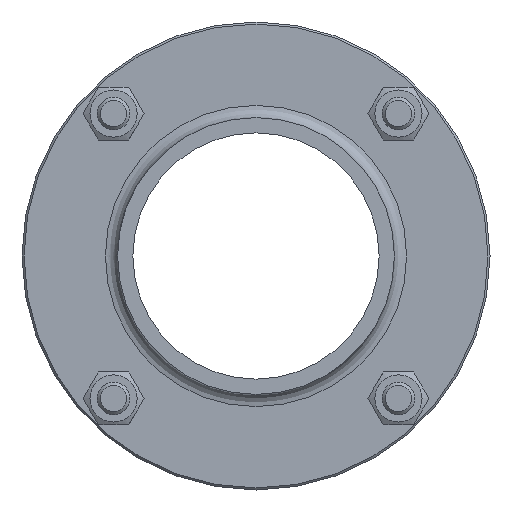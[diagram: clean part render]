
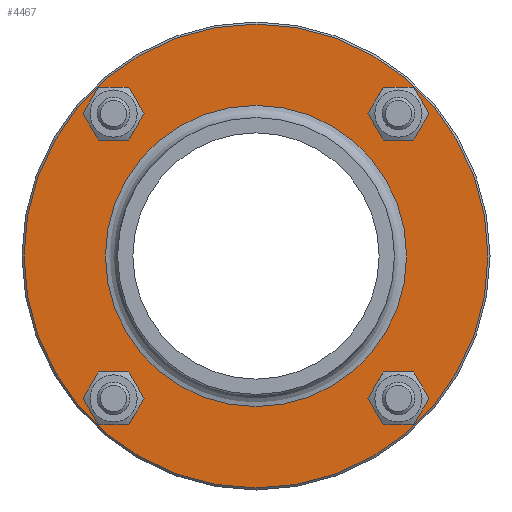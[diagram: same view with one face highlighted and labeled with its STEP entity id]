
A CAD part, left-side view. The second image highlights one B-rep face of the part: STEP entity #4467.
In plain terms, the highlighted planar face has unit normal (-1, 0, 0).
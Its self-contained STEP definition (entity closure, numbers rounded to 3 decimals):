
#330=CARTESIAN_POINT('',(-10.0,29.202,-35.002));
#331=VERTEX_POINT('',#330);
#332=CARTESIAN_POINT('',(-10.,35.002,-35.002));
#333=DIRECTION('',(1.0,0.0,0.0));
#334=DIRECTION('',(0.0,-1.0,0.0));
#335=AXIS2_PLACEMENT_3D('',#332,#333,#334);
#336=CIRCLE('',#335,5.8);
#337=EDGE_CURVE('',#331,#331,#336,.T.);
#738=CARTESIAN_POINT('',(-10.0,29.202,35.002));
#739=VERTEX_POINT('',#738);
#740=CARTESIAN_POINT('',(-10.,35.002,35.002));
#741=DIRECTION('',(1.0,0.0,0.0));
#742=DIRECTION('',(0.0,-1.0,0.0));
#743=AXIS2_PLACEMENT_3D('',#740,#741,#742);
#744=CIRCLE('',#743,5.8);
#745=EDGE_CURVE('',#739,#739,#744,.T.);
#1146=CARTESIAN_POINT('',(-10.0,-40.802,-35.002));
#1147=VERTEX_POINT('',#1146);
#1148=CARTESIAN_POINT('',(-10.,-35.002,-35.002));
#1149=DIRECTION('',(1.0,0.0,0.0));
#1150=DIRECTION('',(0.0,-1.0,0.0));
#1151=AXIS2_PLACEMENT_3D('',#1148,#1149,#1150);
#1152=CIRCLE('',#1151,5.8);
#1153=EDGE_CURVE('',#1147,#1147,#1152,.T.);
#1554=CARTESIAN_POINT('',(-10.0,-40.802,35.002));
#1555=VERTEX_POINT('',#1554);
#1556=CARTESIAN_POINT('',(-10.,-35.002,35.002));
#1557=DIRECTION('',(1.0,0.0,0.0));
#1558=DIRECTION('',(0.0,-1.0,0.0));
#1559=AXIS2_PLACEMENT_3D('',#1556,#1557,#1558);
#1560=CIRCLE('',#1559,5.8);
#1561=EDGE_CURVE('',#1555,#1555,#1560,.T.);
#4421=CARTESIAN_POINT('',(-10.,37.0,0.0));
#4422=VERTEX_POINT('',#4421);
#4423=CARTESIAN_POINT('',(-10.,0.0,0.0));
#4424=DIRECTION('',(1.0,0.0,0.0));
#4425=DIRECTION('',(0.0,1.0,0.0));
#4426=AXIS2_PLACEMENT_3D('',#4423,#4424,#4425);
#4427=CIRCLE('',#4426,37.0);
#4428=EDGE_CURVE('',#4422,#4422,#4427,.T.);
#4436=CARTESIAN_POINT('',(-10.,47.0,0.0));
#4437=DIRECTION('',(-1.0,0.0,0.0));
#4438=DIRECTION('',(0.0,0.0,1.0));
#4439=AXIS2_PLACEMENT_3D('',#4436,#4437,#4438);
#4440=PLANE('',#4439);
#4441=CARTESIAN_POINT('',(-10.,57.0,0.0));
#4442=VERTEX_POINT('',#4441);
#4443=CARTESIAN_POINT('',(-10.,0.0,0.0));
#4444=DIRECTION('',(1.0,0.0,0.0));
#4445=DIRECTION('',(0.0,1.0,0.0));
#4446=AXIS2_PLACEMENT_3D('',#4443,#4444,#4445);
#4447=CIRCLE('',#4446,57.0);
#4448=EDGE_CURVE('',#4442,#4442,#4447,.T.);
#4449=ORIENTED_EDGE('',*,*,#4448,.F.);
#4450=EDGE_LOOP('',(#4449));
#4451=FACE_OUTER_BOUND('',#4450,.T.);
#4452=ORIENTED_EDGE('',*,*,#337,.T.);
#4453=EDGE_LOOP('',(#4452));
#4454=FACE_BOUND('',#4453,.T.);
#4455=ORIENTED_EDGE('',*,*,#745,.T.);
#4456=EDGE_LOOP('',(#4455));
#4457=FACE_BOUND('',#4456,.T.);
#4458=ORIENTED_EDGE('',*,*,#1153,.T.);
#4459=EDGE_LOOP('',(#4458));
#4460=FACE_BOUND('',#4459,.T.);
#4461=ORIENTED_EDGE('',*,*,#1561,.T.);
#4462=EDGE_LOOP('',(#4461));
#4463=FACE_BOUND('',#4462,.T.);
#4464=ORIENTED_EDGE('',*,*,#4428,.T.);
#4465=EDGE_LOOP('',(#4464));
#4466=FACE_BOUND('',#4465,.T.);
#4467=ADVANCED_FACE('',(#4451,#4454,#4457,#4460,#4463,#4466),#4440,.T.);
